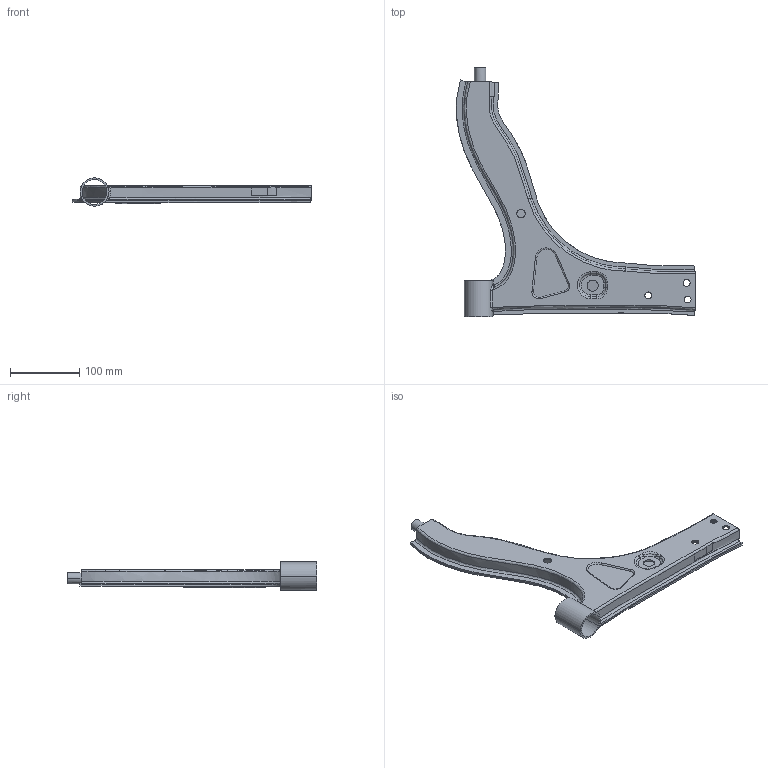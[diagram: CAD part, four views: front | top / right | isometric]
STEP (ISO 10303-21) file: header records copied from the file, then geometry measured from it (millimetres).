
FILE_DESCRIPTION(('CATIA V5 STEP Exchange'),'2;1');
FILE_NAME('L.C.A.stp','2023-05-02T07:11:56+00:00',('none'),('none'),'CATIA Version 5 Release 21 GA (IN-10)','CATIA V5 STEP AP203','none');
FILE_SCHEMA(('CONFIG_CONTROL_DESIGN'));
Length unit declared in the file: millimetre
Products named in the file (1): L.C.A
Bounding box: 345.55 x 360.39 x 40.96 mm (x, y, z)
Volume: 230575.9 mm3; surface area: 197576.3 mm2
Topology: 1 solids, 1 shells, 185 faces, 503 edges, 327 vertices
Faces by surface type: cylinder 59, plane 54, extrusion 28, bspline 21, torus 21, sphere 2
Entity records: 10082 total; most frequent: CARTESIAN_POINT 5867, ORIENTED_EDGE 990, DIRECTION 585, EDGE_CURVE 495, VERTEX_POINT 319, AXIS2_PLACEMENT_3D 240, VECTOR 231, EDGE_LOOP 206
